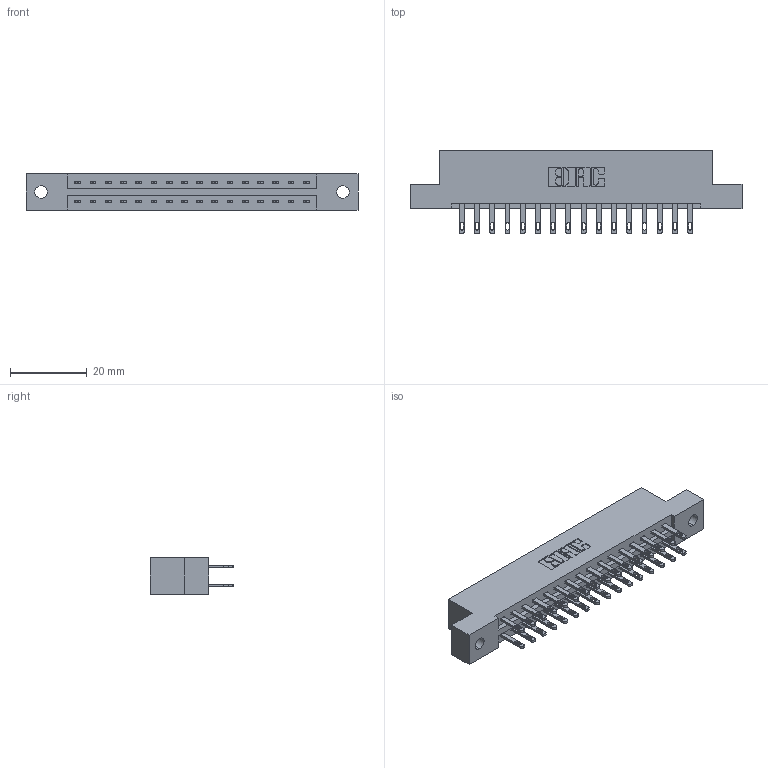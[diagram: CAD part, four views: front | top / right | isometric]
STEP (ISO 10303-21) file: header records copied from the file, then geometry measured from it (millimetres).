
FILE_DESCRIPTION (( 'STEP AP203' ), '1' );
FILE_NAME ('887-032-500-202.STEP', '2020-09-20T21:06:12', ( '' ), ( '' ), 'SwSTEP 2.0', 'SolidWorks 2020', '' );
FILE_SCHEMA (( 'CONFIG_CONTROL_DESIGN' ));
Length unit declared in the file: inch
Products named in the file (3): 887-032-500-202; 837 Part_Flush Mounting Lugs - 0.128 Dia; 345-292-001_345-293-100
Assembly tree (33 placements, depth 2):
  887-032-500-202
    837 Part_Flush Mounting Lugs - 0.128 Dia
    345-292-001_345-293-100  x32
Bounding box: 86.41 x 21.85 x 9.4 mm (x, y, z)
Volume: 8821.7 mm3; surface area: 9802.7 mm2
Topology: 33 solids, 33 shells, 1714 faces, 5207 edges, 3470 vertices
Faces by surface type: plane 1094, cylinder 620
Entity records: 15701 total; most frequent: CARTESIAN_POINT 2666, ORIENTED_EDGE 2602, DIRECTION 2317, EDGE_CURVE 1301, VECTOR 1169, LINE 1169, VERTEX_POINT 866, AXIS2_PLACEMENT_3D 574
